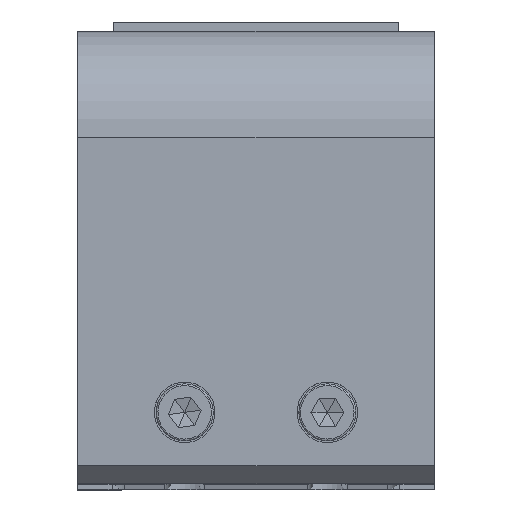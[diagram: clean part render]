
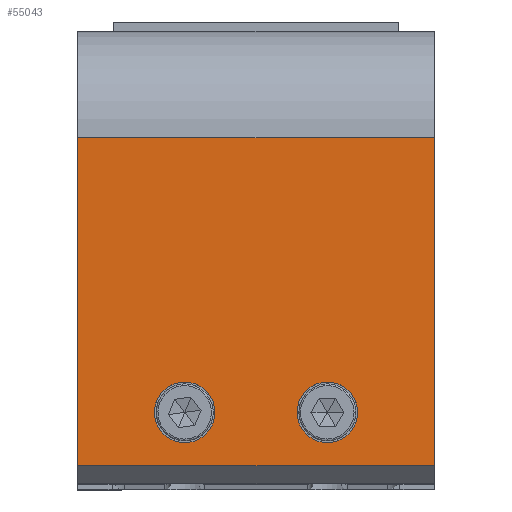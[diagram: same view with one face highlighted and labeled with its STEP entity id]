
A CAD part, top view. The second image highlights one B-rep face of the part: STEP entity #55043.
In plain terms, the highlighted planar face has unit normal (0, 0, 1).
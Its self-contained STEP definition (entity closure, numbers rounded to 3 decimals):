
#384 = DIRECTION ( 'NONE',  ( 1., 0., 0. ) ) ;
#1773 = DIRECTION ( 'NONE',  ( 0., 0., 1. ) ) ;
#6297 = DIRECTION ( 'NONE',  ( 1., 0., 0. ) ) ;
#10328 = ORIENTED_EDGE ( 'NONE', *, *, #148132, .F. ) ;
#11362 = VECTOR ( 'NONE', #136869, 1000. ) ;
#11563 = CARTESIAN_POINT ( 'NONE',  ( 123.158, 218.108, 657.202 ) ) ;
#11833 = EDGE_CURVE ( 'NONE', #16465, #154739, #28391, .T. ) ;
#12632 = PLANE ( 'NONE',  #145013 ) ;
#14944 = FACE_BOUND ( 'NONE', #129094, .T. ) ;
#16161 = ORIENTED_EDGE ( 'NONE', *, *, #117020, .F. ) ;
#16465 = VERTEX_POINT ( 'NONE', #155544 ) ;
#16925 = CARTESIAN_POINT ( 'NONE',  ( 201.658, 203.108, 657.202 ) ) ;
#17873 = EDGE_CURVE ( 'NONE', #121167, #125386, #99666, .T. ) ;
#21875 = AXIS2_PLACEMENT_3D ( 'NONE', #112498, #1773, #98267 ) ;
#21908 = DIRECTION ( 'NONE',  ( 0., -1., 0. ) ) ;
#24809 = CARTESIAN_POINT ( 'NONE',  ( 171.658, 218.108, 657.202 ) ) ;
#25089 = EDGE_CURVE ( 'NONE', #125386, #132502, #35412, .T. ) ;
#28391 = CIRCLE ( 'NONE', #129507, 8.5 ) ;
#33987 = DIRECTION ( 'NONE',  ( 0., 0., 1. ) ) ;
#35412 = LINE ( 'NONE', #48852, #126457 ) ;
#36738 = EDGE_CURVE ( 'NONE', #154739, #16465, #151784, .T. ) ;
#37266 = FACE_BOUND ( 'NONE', #46133, .T. ) ;
#46133 = EDGE_LOOP ( 'NONE', ( #94399, #16161 ) ) ;
#48852 = CARTESIAN_POINT ( 'NONE',  ( 101.658, 203.108, 657.202 ) ) ;
#51723 = CARTESIAN_POINT ( 'NONE',  ( 201.658, 203.108, 657.202 ) ) ;
#52284 = CARTESIAN_POINT ( 'NONE',  ( 201.658, 295.108, 657.202 ) ) ;
#55043 = ADVANCED_FACE ( 'NONE', ( #37266, #14944, #121800 ), #12632, .F. ) ;
#59204 = AXIS2_PLACEMENT_3D ( 'NONE', #93969, #33987, #6297 ) ;
#62504 = DIRECTION ( 'NONE',  ( 0., 0., -1. ) ) ;
#65874 = LINE ( 'NONE', #51723, #74517 ) ;
#72458 = DIRECTION ( 'NONE',  ( 0., 0., 1. ) ) ;
#74517 = VECTOR ( 'NONE', #75358, 1000. ) ;
#75070 = VECTOR ( 'NONE', #147549, 1000. ) ;
#75358 = DIRECTION ( 'NONE',  ( 0., -1., 0. ) ) ;
#86717 = CARTESIAN_POINT ( 'NONE',  ( 201.658, 295.108, 657.202 ) ) ;
#88638 = CARTESIAN_POINT ( 'NONE',  ( 140.158, 218.108, 657.202 ) ) ;
#93969 = CARTESIAN_POINT ( 'NONE',  ( 131.658, 218.108, 657.202 ) ) ;
#94313 = ORIENTED_EDGE ( 'NONE', *, *, #25089, .T. ) ;
#94399 = ORIENTED_EDGE ( 'NONE', *, *, #115433, .F. ) ;
#96114 = AXIS2_PLACEMENT_3D ( 'NONE', #144416, #72458, #384 ) ;
#97444 = VERTEX_POINT ( 'NONE', #11563 ) ;
#98267 = DIRECTION ( 'NONE',  ( 1., 0., 0. ) ) ;
#99666 = LINE ( 'NONE', #52284, #11362 ) ;
#101496 = CARTESIAN_POINT ( 'NONE',  ( 101.658, 295.108, 657.202 ) ) ;
#104805 = VERTEX_POINT ( 'NONE', #113607 ) ;
#109170 = CARTESIAN_POINT ( 'NONE',  ( 201.658, 203.108, 657.202 ) ) ;
#112498 = CARTESIAN_POINT ( 'NONE',  ( 131.658, 218.108, 657.202 ) ) ;
#113607 = CARTESIAN_POINT ( 'NONE',  ( 201.658, 203.108, 657.202 ) ) ;
#115433 = EDGE_CURVE ( 'NONE', #120663, #97444, #127389, .T. ) ;
#117020 = EDGE_CURVE ( 'NONE', #97444, #120663, #153279, .T. ) ;
#120261 = DIRECTION ( 'NONE',  ( 0., 1., 0. ) ) ;
#120663 = VERTEX_POINT ( 'NONE', #88638 ) ;
#121167 = VERTEX_POINT ( 'NONE', #86717 ) ;
#121800 = FACE_OUTER_BOUND ( 'NONE', #137258, .T. ) ;
#123216 = CARTESIAN_POINT ( 'NONE',  ( 180.158, 218.108, 657.202 ) ) ;
#125313 = LINE ( 'NONE', #16925, #75070 ) ;
#125386 = VERTEX_POINT ( 'NONE', #101496 ) ;
#126457 = VECTOR ( 'NONE', #21908, 1000. ) ;
#127389 = CIRCLE ( 'NONE', #59204, 8.5 ) ;
#129094 = EDGE_LOOP ( 'NONE', ( #143349, #139610 ) ) ;
#129507 = AXIS2_PLACEMENT_3D ( 'NONE', #24809, #149542, #136892 ) ;
#132502 = VERTEX_POINT ( 'NONE', #143208 ) ;
#136869 = DIRECTION ( 'NONE',  ( -1., 0., 0. ) ) ;
#136892 = DIRECTION ( 'NONE',  ( 1., 0., 0. ) ) ;
#137258 = EDGE_LOOP ( 'NONE', ( #94313, #141815, #10328, #146503 ) ) ;
#139610 = ORIENTED_EDGE ( 'NONE', *, *, #11833, .F. ) ;
#141815 = ORIENTED_EDGE ( 'NONE', *, *, #149069, .F. ) ;
#143208 = CARTESIAN_POINT ( 'NONE',  ( 101.658, 203.108, 657.202 ) ) ;
#143349 = ORIENTED_EDGE ( 'NONE', *, *, #36738, .F. ) ;
#144416 = CARTESIAN_POINT ( 'NONE',  ( 171.658, 218.108, 657.202 ) ) ;
#145013 = AXIS2_PLACEMENT_3D ( 'NONE', #109170, #62504, #120261 ) ;
#146503 = ORIENTED_EDGE ( 'NONE', *, *, #17873, .T. ) ;
#147549 = DIRECTION ( 'NONE',  ( -1., 0., 0. ) ) ;
#148132 = EDGE_CURVE ( 'NONE', #121167, #104805, #65874, .T. ) ;
#149069 = EDGE_CURVE ( 'NONE', #104805, #132502, #125313, .T. ) ;
#149542 = DIRECTION ( 'NONE',  ( 0., 0., 1. ) ) ;
#151784 = CIRCLE ( 'NONE', #96114, 8.5 ) ;
#153279 = CIRCLE ( 'NONE', #21875, 8.5 ) ;
#154739 = VERTEX_POINT ( 'NONE', #123216 ) ;
#155544 = CARTESIAN_POINT ( 'NONE',  ( 163.158, 218.108, 657.202 ) ) ;
